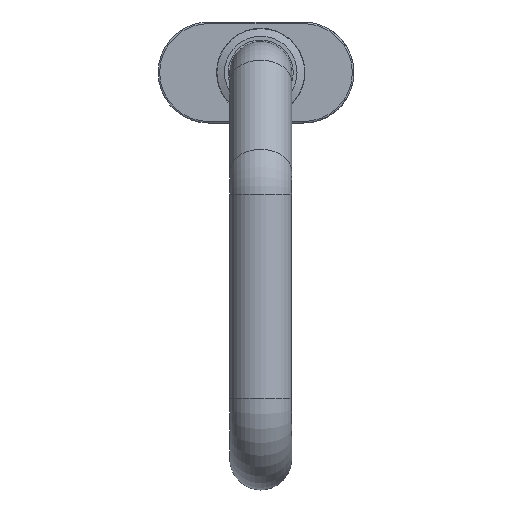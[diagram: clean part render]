
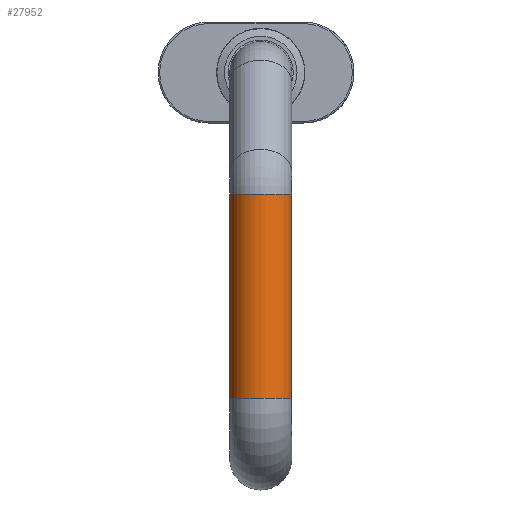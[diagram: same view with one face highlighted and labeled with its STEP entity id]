
A CAD part, left-side view. The second image highlights one B-rep face of the part: STEP entity #27952.
In plain terms, the highlighted cylindrical face has radius 9.8 mm (diameter 19.6 mm), a full revolution.
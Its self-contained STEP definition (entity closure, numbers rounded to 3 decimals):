
#4934 = DIRECTION ( 'NONE',  ( 0., 0., 1. ) ) ;
#5450 = EDGE_LOOP ( 'NONE', ( #9685 ) ) ;
#6408 = FACE_OUTER_BOUND ( 'NONE', #37358, .T. ) ;
#8654 = FACE_OUTER_BOUND ( 'NONE', #5450, .T. ) ;
#9685 = ORIENTED_EDGE ( 'NONE', *, *, #17899, .T. ) ;
#11012 = DIRECTION ( 'NONE',  ( 0., 0., 1. ) ) ;
#11019 = VERTEX_POINT ( 'NONE', #42116 ) ;
#15282 = CIRCLE ( 'NONE', #40577, 9.8 ) ;
#17899 = EDGE_CURVE ( 'NONE', #39335, #39335, #15282, .T. ) ;
#17969 = CARTESIAN_POINT ( 'NONE',  ( -113., 0., -9.8 ) ) ;
#18613 = AXIS2_PLACEMENT_3D ( 'NONE', #29390, #43916, #4934 ) ;
#18931 = CARTESIAN_POINT ( 'NONE',  ( -48.284, 0., 0. ) ) ;
#22191 = CYLINDRICAL_SURFACE ( 'NONE', #18613, 9.8 ) ;
#22929 = CIRCLE ( 'NONE', #27480, 9.8 ) ;
#25270 = ORIENTED_EDGE ( 'NONE', *, *, #46794, .F. ) ;
#27480 = AXIS2_PLACEMENT_3D ( 'NONE', #17969, #39792, #11012 ) ;
#27952 = ADVANCED_FACE ( 'NONE', ( #8654, #6408 ), #22191, .T. ) ;
#29390 = CARTESIAN_POINT ( 'NONE',  ( -48.284, 0., -9.8 ) ) ;
#35850 = CARTESIAN_POINT ( 'NONE',  ( -48.284, 0., -9.8 ) ) ;
#37358 = EDGE_LOOP ( 'NONE', ( #25270 ) ) ;
#39335 = VERTEX_POINT ( 'NONE', #18931 ) ;
#39490 = DIRECTION ( 'NONE',  ( -1., 0., 0. ) ) ;
#39646 = DIRECTION ( 'NONE',  ( 0., 0., 1. ) ) ;
#39792 = DIRECTION ( 'NONE',  ( -1., 0., 0. ) ) ;
#40577 = AXIS2_PLACEMENT_3D ( 'NONE', #35850, #39490, #39646 ) ;
#42116 = CARTESIAN_POINT ( 'NONE',  ( -113., 0., 0. ) ) ;
#43916 = DIRECTION ( 'NONE',  ( -1., 0., 0. ) ) ;
#46794 = EDGE_CURVE ( 'NONE', #11019, #11019, #22929, .T. ) ;
